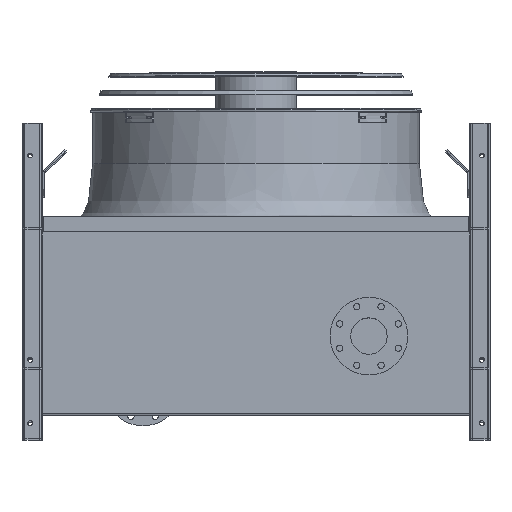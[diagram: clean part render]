
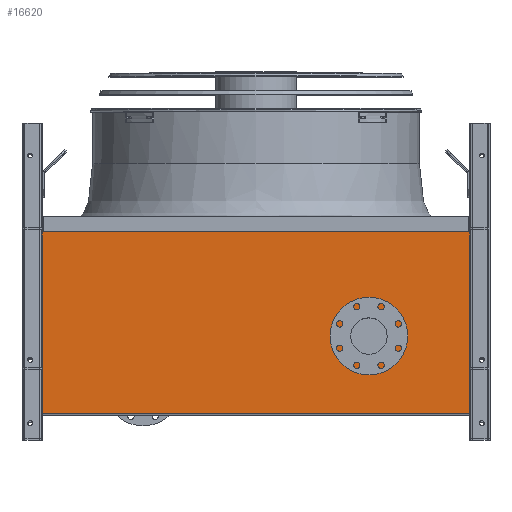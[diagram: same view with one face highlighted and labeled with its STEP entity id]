
A CAD part, top view. The second image highlights one B-rep face of the part: STEP entity #16620.
In plain terms, the highlighted planar face has unit normal (0, 0, 1).
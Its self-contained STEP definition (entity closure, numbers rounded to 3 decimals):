
#1456 = LINE ( 'NONE', #3908, #8911 ) ;
#1881 = EDGE_CURVE ( 'NONE', #12681, #12681, #9767, .T. ) ;
#1936 = CARTESIAN_POINT ( 'NONE',  ( 605., 515., 240. ) ) ;
#2254 = EDGE_CURVE ( 'NONE', #17328, #17890, #17304, .T. ) ;
#2282 = EDGE_CURVE ( 'NONE', #8904, #12996, #10170, .T. ) ;
#3038 = EDGE_CURVE ( 'NONE', #12996, #17328, #1456, .T. ) ;
#3360 = CARTESIAN_POINT ( 'NONE',  ( 605., 515., 240. ) ) ;
#3484 = DIRECTION ( 'NONE',  ( -1., 0., 0. ) ) ;
#3854 = DIRECTION ( 'NONE',  ( 0., -1., 0. ) ) ;
#3870 = DIRECTION ( 'NONE',  ( 1., 0., 0. ) ) ;
#3908 = CARTESIAN_POINT ( 'NONE',  ( -605., 515., 240. ) ) ;
#4165 = CARTESIAN_POINT ( 'NONE',  ( -605., 0., 240. ) ) ;
#4222 = CARTESIAN_POINT ( 'NONE',  ( -605., 0., 240. ) ) ;
#4532 = EDGE_CURVE ( 'NONE', #17890, #8904, #10125, .T. ) ;
#4626 = FACE_OUTER_BOUND ( 'NONE', #16582, .T. ) ;
#5624 = VECTOR ( 'NONE', #17513, 1000. ) ;
#6107 = VECTOR ( 'NONE', #3484, 1000. ) ;
#6444 = CARTESIAN_POINT ( 'NONE',  ( 374., 220., 240. ) ) ;
#6926 = ORIENTED_EDGE ( 'NONE', *, *, #3038, .T. ) ;
#8904 = VERTEX_POINT ( 'NONE', #1936 ) ;
#8911 = VECTOR ( 'NONE', #3854, 1000. ) ;
#9767 = CIRCLE ( 'NONE', #10661, 54. ) ;
#9843 = DIRECTION ( 'NONE',  ( 0., 0., 1. ) ) ;
#9910 = DIRECTION ( 'NONE',  ( 1., 0., 0. ) ) ;
#9921 = CARTESIAN_POINT ( 'NONE',  ( 320., 220., 240. ) ) ;
#10125 = LINE ( 'NONE', #17439, #5624 ) ;
#10170 = LINE ( 'NONE', #3360, #6107 ) ;
#10434 = AXIS2_PLACEMENT_3D ( 'NONE', #15375, #15865, #15242 ) ;
#10502 = ORIENTED_EDGE ( 'NONE', *, *, #2254, .T. ) ;
#10661 = AXIS2_PLACEMENT_3D ( 'NONE', #9921, #9843, #9910 ) ;
#10924 = ORIENTED_EDGE ( 'NONE', *, *, #4532, .T. ) ;
#11268 = CARTESIAN_POINT ( 'NONE',  ( -605., 515., 240. ) ) ;
#12182 = CARTESIAN_POINT ( 'NONE',  ( 605., 0., 240. ) ) ;
#12681 = VERTEX_POINT ( 'NONE', #6444 ) ;
#12996 = VERTEX_POINT ( 'NONE', #11268 ) ;
#14059 = VECTOR ( 'NONE', #3870, 1000. ) ;
#15242 = DIRECTION ( 'NONE',  ( 1., 0., 0. ) ) ;
#15307 = ORIENTED_EDGE ( 'NONE', *, *, #2282, .T. ) ;
#15308 = PLANE ( 'NONE',  #10434 ) ;
#15375 = CARTESIAN_POINT ( 'NONE',  ( 0., 0., 240. ) ) ;
#15756 = ORIENTED_EDGE ( 'NONE', *, *, #1881, .F. ) ;
#15865 = DIRECTION ( 'NONE',  ( 0., 0., 1. ) ) ;
#15915 = FACE_BOUND ( 'NONE', #17079, .T. ) ;
#16582 = EDGE_LOOP ( 'NONE', ( #6926, #10502, #10924, #15307 ) ) ;
#16620 = ADVANCED_FACE ( 'NONE', ( #4626, #15915 ), #15308, .T. ) ;
#17079 = EDGE_LOOP ( 'NONE', ( #15756 ) ) ;
#17304 = LINE ( 'NONE', #4165, #14059 ) ;
#17328 = VERTEX_POINT ( 'NONE', #4222 ) ;
#17439 = CARTESIAN_POINT ( 'NONE',  ( 605., 0., 240. ) ) ;
#17513 = DIRECTION ( 'NONE',  ( 0., 1., 0. ) ) ;
#17890 = VERTEX_POINT ( 'NONE', #12182 ) ;
